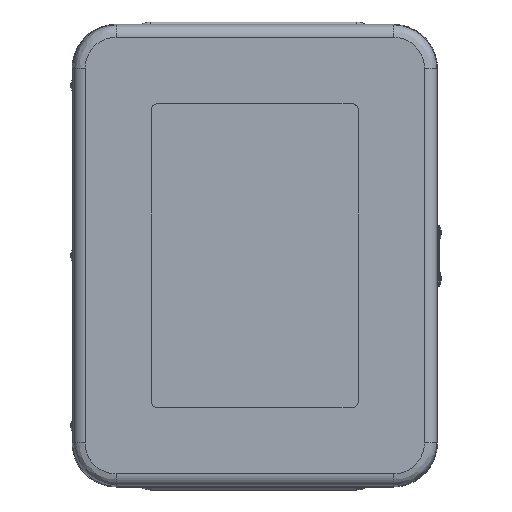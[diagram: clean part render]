
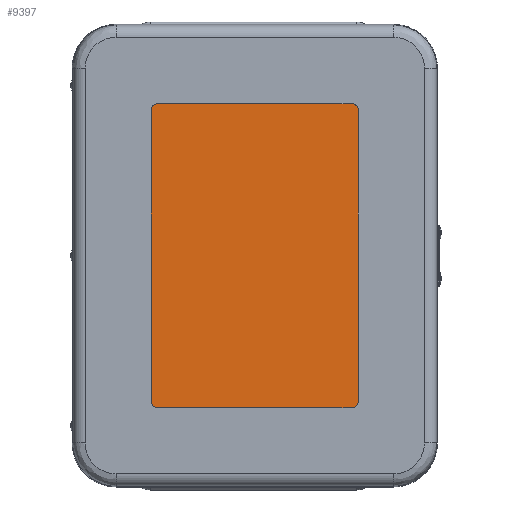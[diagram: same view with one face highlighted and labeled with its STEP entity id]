
A CAD part, top view. The second image highlights one B-rep face of the part: STEP entity #9397.
In plain terms, the highlighted planar face has unit normal (0, 0, 1).
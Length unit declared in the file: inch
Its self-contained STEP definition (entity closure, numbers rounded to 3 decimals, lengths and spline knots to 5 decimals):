
#653 = EDGE_CURVE ( 'NONE', #9953, #26124, #33684, .T. ) ;
#1140 = LINE ( 'NONE', #35756, #20817 ) ;
#1233 = PLANE ( 'NONE',  #34288 ) ;
#2914 = CARTESIAN_POINT ( 'NONE',  ( 2.15001, -3., 0.19925 ) ) ;
#3499 = CIRCLE ( 'NONE', #5764, 0.125 ) ;
#4512 = LINE ( 'NONE', #32073, #36889 ) ;
#4798 = EDGE_CURVE ( 'NONE', #31612, #33377, #3499, .T. ) ;
#5043 = DIRECTION ( 'NONE',  ( 0., 0., -1. ) ) ;
#5120 = CARTESIAN_POINT ( 'NONE',  ( -2.09999, 3., 0.19925 ) ) ;
#5764 = AXIS2_PLACEMENT_3D ( 'NONE', #28544, #25741, #11103 ) ;
#5942 = CARTESIAN_POINT ( 'NONE',  ( 2.02501, 3., 0.19925 ) ) ;
#8863 = LINE ( 'NONE', #25674, #19380 ) ;
#9350 = DIRECTION ( 'NONE',  ( -1., 0., 0. ) ) ;
#9397 = ADVANCED_FACE ( 'NONE', ( #20413 ), #1233, .T. ) ;
#9730 = EDGE_CURVE ( 'NONE', #20602, #27414, #29421, .T. ) ;
#9953 = VERTEX_POINT ( 'NONE', #2914 ) ;
#10338 = EDGE_LOOP ( 'NONE', ( #25311, #36769, #20510, #37523, #25066, #20419, #35412, #20873 ) ) ;
#11103 = DIRECTION ( 'NONE',  ( -1., 0., 0. ) ) ;
#11178 = CARTESIAN_POINT ( 'NONE',  ( -1.97499, 3.125, 0.19925 ) ) ;
#11290 = AXIS2_PLACEMENT_3D ( 'NONE', #24560, #21399, #18715 ) ;
#13080 = DIRECTION ( 'NONE',  ( 1., 0., 0. ) ) ;
#13085 = AXIS2_PLACEMENT_3D ( 'NONE', #33853, #5043, #34081 ) ;
#13529 = EDGE_CURVE ( 'NONE', #27414, #30520, #20396, .T. ) ;
#14412 = CARTESIAN_POINT ( 'NONE',  ( 2.02501, -3.125, 0.19925 ) ) ;
#16745 = CARTESIAN_POINT ( 'NONE',  ( 2.02501, 3.125, 0.19925 ) ) ;
#17654 = DIRECTION ( 'NONE',  ( 0., 1., 0. ) ) ;
#18261 = EDGE_CURVE ( 'NONE', #31460, #9953, #8863, .T. ) ;
#18715 = DIRECTION ( 'NONE',  ( -1., 0., 0. ) ) ;
#19380 = VECTOR ( 'NONE', #19574, 39.37008 ) ;
#19574 = DIRECTION ( 'NONE',  ( 0., -1., 0. ) ) ;
#19846 = EDGE_CURVE ( 'NONE', #26124, #31612, #1140, .T. ) ;
#20396 = LINE ( 'NONE', #36192, #26767 ) ;
#20413 = FACE_OUTER_BOUND ( 'NONE', #10338, .T. ) ;
#20419 = ORIENTED_EDGE ( 'NONE', *, *, #4798, .F. ) ;
#20510 = ORIENTED_EDGE ( 'NONE', *, *, #13529, .F. ) ;
#20602 = VERTEX_POINT ( 'NONE', #5120 ) ;
#20817 = VECTOR ( 'NONE', #9350, 39.37008 ) ;
#20873 = ORIENTED_EDGE ( 'NONE', *, *, #653, .F. ) ;
#21399 = DIRECTION ( 'NONE',  ( 0., 0., -1. ) ) ;
#24560 = CARTESIAN_POINT ( 'NONE',  ( 2.02501, -3., 0.19925 ) ) ;
#24620 = CARTESIAN_POINT ( 'NONE',  ( 0.02501, 0., 0.19925 ) ) ;
#25066 = ORIENTED_EDGE ( 'NONE', *, *, #25729, .F. ) ;
#25311 = ORIENTED_EDGE ( 'NONE', *, *, #18261, .F. ) ;
#25674 = CARTESIAN_POINT ( 'NONE',  ( 2.15001, -3., 0.19925 ) ) ;
#25729 = EDGE_CURVE ( 'NONE', #33377, #20602, #4512, .T. ) ;
#25741 = DIRECTION ( 'NONE',  ( 0., 0., -1. ) ) ;
#26124 = VERTEX_POINT ( 'NONE', #14412 ) ;
#26356 = DIRECTION ( 'NONE',  ( 0., 0., -1. ) ) ;
#26767 = VECTOR ( 'NONE', #13080, 39.37008 ) ;
#27414 = VERTEX_POINT ( 'NONE', #11178 ) ;
#28544 = CARTESIAN_POINT ( 'NONE',  ( -1.97499, -3., 0.19925 ) ) ;
#29421 = CIRCLE ( 'NONE', #13085, 0.125 ) ;
#30112 = DIRECTION ( 'NONE',  ( 0., 0., 1. ) ) ;
#30520 = VERTEX_POINT ( 'NONE', #16745 ) ;
#30534 = AXIS2_PLACEMENT_3D ( 'NONE', #5942, #26356, #32709 ) ;
#31240 = CIRCLE ( 'NONE', #30534, 0.125 ) ;
#31460 = VERTEX_POINT ( 'NONE', #37232 ) ;
#31612 = VERTEX_POINT ( 'NONE', #31784 ) ;
#31784 = CARTESIAN_POINT ( 'NONE',  ( -1.97499, -3.125, 0.19925 ) ) ;
#31792 = CARTESIAN_POINT ( 'NONE',  ( -2.09999, -3., 0.19925 ) ) ;
#32073 = CARTESIAN_POINT ( 'NONE',  ( -2.09999, 3., 0.19925 ) ) ;
#32709 = DIRECTION ( 'NONE',  ( -1., 0., 0. ) ) ;
#33377 = VERTEX_POINT ( 'NONE', #31792 ) ;
#33684 = CIRCLE ( 'NONE', #11290, 0.125 ) ;
#33853 = CARTESIAN_POINT ( 'NONE',  ( -1.97499, 3., 0.19925 ) ) ;
#34081 = DIRECTION ( 'NONE',  ( -1., 0., 0. ) ) ;
#34288 = AXIS2_PLACEMENT_3D ( 'NONE', #24620, #30112, #36546 ) ;
#35412 = ORIENTED_EDGE ( 'NONE', *, *, #19846, .F. ) ;
#35756 = CARTESIAN_POINT ( 'NONE',  ( -1.97499, -3.125, 0.19925 ) ) ;
#36192 = CARTESIAN_POINT ( 'NONE',  ( 2.02501, 3.125, 0.19925 ) ) ;
#36546 = DIRECTION ( 'NONE',  ( 1., 0., 0. ) ) ;
#36769 = ORIENTED_EDGE ( 'NONE', *, *, #37170, .F. ) ;
#36889 = VECTOR ( 'NONE', #17654, 39.37008 ) ;
#37170 = EDGE_CURVE ( 'NONE', #30520, #31460, #31240, .T. ) ;
#37232 = CARTESIAN_POINT ( 'NONE',  ( 2.15001, 3., 0.19925 ) ) ;
#37523 = ORIENTED_EDGE ( 'NONE', *, *, #9730, .F. ) ;
